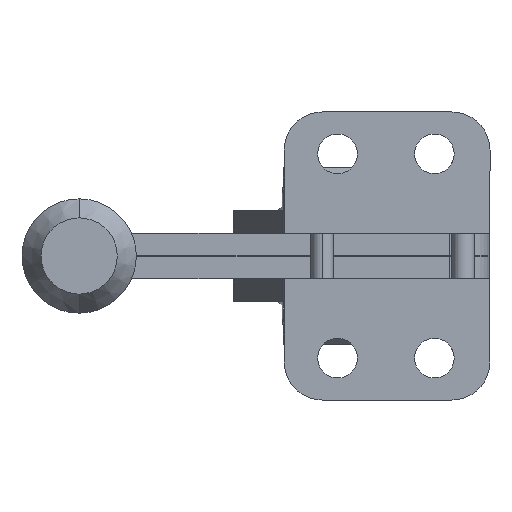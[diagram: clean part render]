
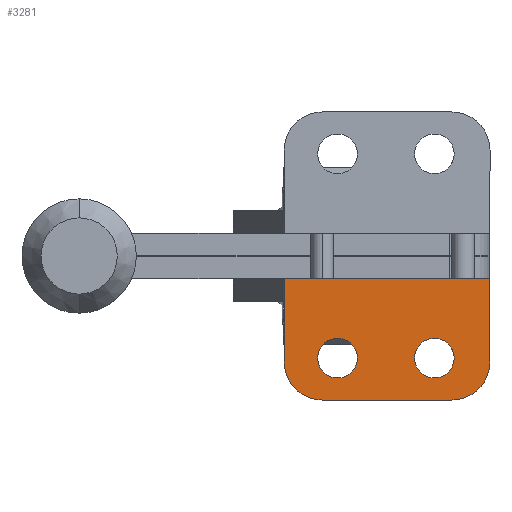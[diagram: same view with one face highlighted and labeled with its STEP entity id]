
A CAD part, front view. The second image highlights one B-rep face of the part: STEP entity #3281.
In plain terms, the highlighted planar face has unit normal (0, -1, 0).
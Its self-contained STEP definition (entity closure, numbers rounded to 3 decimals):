
#19 = EDGE_CURVE ( 'NONE', #6899, #2423, #8149, .T. ) ;
#105 = ORIENTED_EDGE ( 'NONE', *, *, #6767, .F. ) ;
#193 = CARTESIAN_POINT ( 'NONE',  ( -4.69, 0., -16.4 ) ) ;
#248 = LINE ( 'NONE', #803, #8270 ) ;
#282 = EDGE_CURVE ( 'NONE', #8737, #8341, #632, .T. ) ;
#601 = DIRECTION ( 'NONE',  ( 0., 1., 0. ) ) ;
#632 = CIRCLE ( 'NONE', #8365, 2.6 ) ;
#645 = EDGE_CURVE ( 'NONE', #8152, #8432, #9401, .T. ) ;
#803 = CARTESIAN_POINT ( 'NONE',  ( 0.01, 0., -6. ) ) ;
#1170 = FACE_BOUND ( 'NONE', #3498, .T. ) ;
#1186 = CARTESIAN_POINT ( 'NONE',  ( 0.01, 0., -16.9 ) ) ;
#1214 = VECTOR ( 'NONE', #2432, 1000. ) ;
#1739 = VECTOR ( 'NONE', #10126, 1000. ) ;
#1967 = DIRECTION ( 'NONE',  ( -1., 0., 0. ) ) ;
#1991 = DIRECTION ( 'NONE',  ( 0., 1., 0. ) ) ;
#2125 = EDGE_LOOP ( 'NONE', ( #5698, #9548, #4401, #105, #5769, #7534 ) ) ;
#2132 = VERTEX_POINT ( 'NONE', #4906 ) ;
#2308 = CARTESIAN_POINT ( 'NONE',  ( -17.39, 0., -16.4 ) ) ;
#2310 = CARTESIAN_POINT ( 'NONE',  ( -21.99, 0., -21.9 ) ) ;
#2423 = VERTEX_POINT ( 'NONE', #8575 ) ;
#2432 = DIRECTION ( 'NONE',  ( 0., 0., 1. ) ) ;
#2512 = CARTESIAN_POINT ( 'NONE',  ( -21.99, 0., -16.9 ) ) ;
#2534 = AXIS2_PLACEMENT_3D ( 'NONE', #2512, #8124, #3311 ) ;
#2649 = ORIENTED_EDGE ( 'NONE', *, *, #7269, .T. ) ;
#2826 = CARTESIAN_POINT ( 'NONE',  ( -19.99, 0., -16.4 ) ) ;
#2966 = CARTESIAN_POINT ( 'NONE',  ( -26.99, 0., -9. ) ) ;
#3257 = CIRCLE ( 'NONE', #2534, 5. ) ;
#3281 = ADVANCED_FACE ( 'NONE', ( #7273, #1170, #5172 ), #5160, .F. ) ;
#3311 = DIRECTION ( 'NONE',  ( -1., 0., 0. ) ) ;
#3498 = EDGE_LOOP ( 'NONE', ( #8346, #2649 ) ) ;
#3505 = DIRECTION ( 'NONE',  ( -1., 0., 0. ) ) ;
#3567 = DIRECTION ( 'NONE',  ( 0., 1., 0. ) ) ;
#3597 = LINE ( 'NONE', #9628, #1214 ) ;
#3639 = DIRECTION ( 'NONE',  ( -1., 0., 0. ) ) ;
#4113 = EDGE_LOOP ( 'NONE', ( #6140, #5173 ) ) ;
#4177 = AXIS2_PLACEMENT_3D ( 'NONE', #8794, #3567, #7243 ) ;
#4401 = ORIENTED_EDGE ( 'NONE', *, *, #4681, .F. ) ;
#4565 = AXIS2_PLACEMENT_3D ( 'NONE', #2826, #8451, #3639 ) ;
#4681 = EDGE_CURVE ( 'NONE', #10322, #6899, #3257, .T. ) ;
#4906 = CARTESIAN_POINT ( 'NONE',  ( -4.99, 0., -21.9 ) ) ;
#5160 = PLANE ( 'NONE',  #7926 ) ;
#5172 = FACE_OUTER_BOUND ( 'NONE', #2125, .T. ) ;
#5173 = ORIENTED_EDGE ( 'NONE', *, *, #645, .T. ) ;
#5343 = LINE ( 'NONE', #8320, #9632 ) ;
#5380 = CARTESIAN_POINT ( 'NONE',  ( -7.29, 0., -16.4 ) ) ;
#5449 = AXIS2_PLACEMENT_3D ( 'NONE', #6760, #1991, #7577 ) ;
#5586 = DIRECTION ( 'NONE',  ( 1., 0., 0. ) ) ;
#5698 = ORIENTED_EDGE ( 'NONE', *, *, #6016, .F. ) ;
#5769 = ORIENTED_EDGE ( 'NONE', *, *, #9644, .F. ) ;
#5848 = CIRCLE ( 'NONE', #4565, 2.6 ) ;
#6016 = EDGE_CURVE ( 'NONE', #2423, #7117, #248, .T. ) ;
#6140 = ORIENTED_EDGE ( 'NONE', *, *, #7406, .T. ) ;
#6179 = DIRECTION ( 'NONE',  ( -1., 0., 0. ) ) ;
#6559 = EDGE_CURVE ( 'NONE', #7246, #7117, #3597, .T. ) ;
#6732 = DIRECTION ( 'NONE',  ( 0., 1., 0. ) ) ;
#6760 = CARTESIAN_POINT ( 'NONE',  ( -4.99, 0., -16.9 ) ) ;
#6767 = EDGE_CURVE ( 'NONE', #2132, #10322, #5343, .T. ) ;
#6899 = VERTEX_POINT ( 'NONE', #8692 ) ;
#7117 = VERTEX_POINT ( 'NONE', #8211 ) ;
#7243 = DIRECTION ( 'NONE',  ( -1., 0., 0. ) ) ;
#7246 = VERTEX_POINT ( 'NONE', #1186 ) ;
#7269 = EDGE_CURVE ( 'NONE', #8341, #8737, #5848, .T. ) ;
#7273 = FACE_BOUND ( 'NONE', #4113, .T. ) ;
#7406 = EDGE_CURVE ( 'NONE', #8432, #8152, #8891, .T. ) ;
#7534 = ORIENTED_EDGE ( 'NONE', *, *, #6559, .T. ) ;
#7577 = DIRECTION ( 'NONE',  ( -1., 0., 0. ) ) ;
#7926 = AXIS2_PLACEMENT_3D ( 'NONE', #8369, #6732, #1967 ) ;
#8124 = DIRECTION ( 'NONE',  ( 0., 1., 0. ) ) ;
#8142 = CARTESIAN_POINT ( 'NONE',  ( -22.59, 0., -16.4 ) ) ;
#8149 = LINE ( 'NONE', #2966, #1739 ) ;
#8152 = VERTEX_POINT ( 'NONE', #8735 ) ;
#8211 = CARTESIAN_POINT ( 'NONE',  ( 0.01, 0., -6. ) ) ;
#8270 = VECTOR ( 'NONE', #5586, 1000. ) ;
#8320 = CARTESIAN_POINT ( 'NONE',  ( -4.99, 0., -21.9 ) ) ;
#8341 = VERTEX_POINT ( 'NONE', #8142 ) ;
#8346 = ORIENTED_EDGE ( 'NONE', *, *, #282, .T. ) ;
#8365 = AXIS2_PLACEMENT_3D ( 'NONE', #9818, #10069, #10120 ) ;
#8369 = CARTESIAN_POINT ( 'NONE',  ( 0.01, 0., -9. ) ) ;
#8432 = VERTEX_POINT ( 'NONE', #193 ) ;
#8451 = DIRECTION ( 'NONE',  ( 0., 1., 0. ) ) ;
#8575 = CARTESIAN_POINT ( 'NONE',  ( -26.99, 0., -6. ) ) ;
#8692 = CARTESIAN_POINT ( 'NONE',  ( -26.99, 0., -16.9 ) ) ;
#8735 = CARTESIAN_POINT ( 'NONE',  ( -9.89, 0., -16.4 ) ) ;
#8737 = VERTEX_POINT ( 'NONE', #2308 ) ;
#8794 = CARTESIAN_POINT ( 'NONE',  ( -7.29, 0., -16.4 ) ) ;
#8891 = CIRCLE ( 'NONE', #9974, 2.6 ) ;
#9401 = CIRCLE ( 'NONE', #4177, 2.6 ) ;
#9548 = ORIENTED_EDGE ( 'NONE', *, *, #19, .F. ) ;
#9628 = CARTESIAN_POINT ( 'NONE',  ( 0.01, 0., -9. ) ) ;
#9632 = VECTOR ( 'NONE', #3505, 1000. ) ;
#9644 = EDGE_CURVE ( 'NONE', #7246, #2132, #9718, .T. ) ;
#9718 = CIRCLE ( 'NONE', #5449, 5. ) ;
#9818 = CARTESIAN_POINT ( 'NONE',  ( -19.99, 0., -16.4 ) ) ;
#9974 = AXIS2_PLACEMENT_3D ( 'NONE', #5380, #601, #6179 ) ;
#10069 = DIRECTION ( 'NONE',  ( 0., 1., 0. ) ) ;
#10120 = DIRECTION ( 'NONE',  ( -1., 0., 0. ) ) ;
#10126 = DIRECTION ( 'NONE',  ( 0., 0., 1. ) ) ;
#10322 = VERTEX_POINT ( 'NONE', #2310 ) ;
